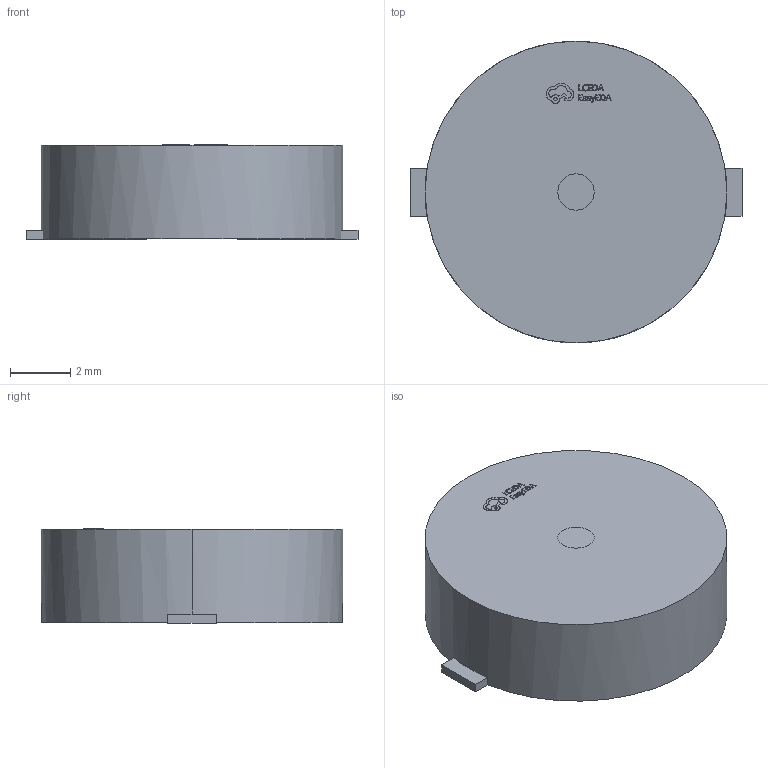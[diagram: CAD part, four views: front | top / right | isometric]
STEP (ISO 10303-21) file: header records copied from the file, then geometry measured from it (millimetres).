
FILE_DESCRIPTION (( 'STEP AP214' ), '1' );
FILE_NAME ('BUZ-SMD_BD10.0-H3.1-LS11.0.step', '2022-06-24T01:35:56', ( '' ), ( '' ), 'SwSTEP 2.0', 'SolidWorks 2020', '' );
FILE_SCHEMA (( 'AUTOMOTIVE_DESIGN' ));
Length unit declared in the file: millimetre
Products named in the file (1): BUZ-SMD_BD10.0-H3.1-LS11.0
Bounding box: 11 x 10 x 3.12 mm (x, y, z)
Volume: 244.1 mm3; surface area: 259 mm2
Topology: 1 solids, 1 shells, 300 faces, 815 edges, 544 vertices
Faces by surface type: plane 186, bspline 112, cylinder 2
Entity records: 10886 total; most frequent: CARTESIAN_POINT 3764, ORIENTED_EDGE 1630, DIRECTION 975, EDGE_CURVE 815, LINE 577, VECTOR 577, VERTEX_POINT 544, EDGE_LOOP 327
